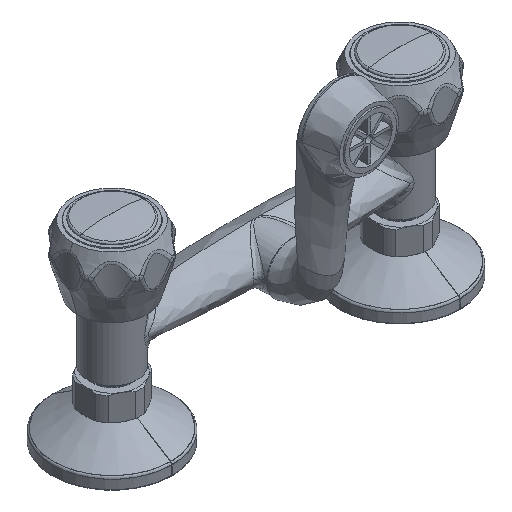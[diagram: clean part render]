
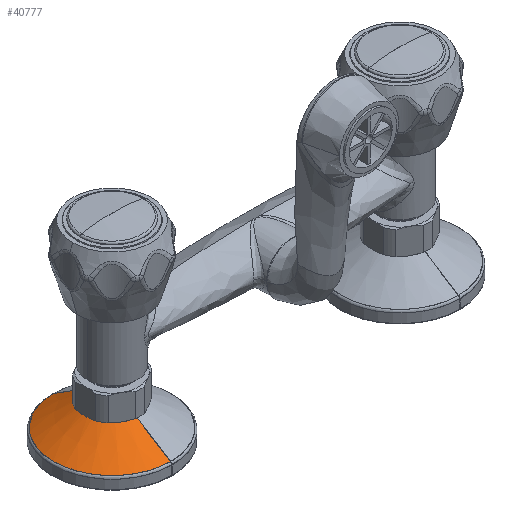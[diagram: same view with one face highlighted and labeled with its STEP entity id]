
A CAD part, isometric view. The second image highlights one B-rep face of the part: STEP entity #40777.
In plain terms, the highlighted conical face has half-angle 57.619 degrees and reference radius 22.785 mm.
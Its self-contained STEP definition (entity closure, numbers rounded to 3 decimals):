
#40278=CARTESIAN_POINT('',(-79.,0.,-46.558));
#40279=DIRECTION('',(0.,0.,1.));
#40280=DIRECTION('',(0.,1.,0.));
#40281=AXIS2_PLACEMENT_3D('',#40278,#40279,#40280);
#40283=DIRECTION('',(0.,-0.845,0.536));
#40284=VECTOR('',#40283,22.54);
#40285=CARTESIAN_POINT('',(-79.,32.303,
-46.558));
#40286=LINE('',#40285,#40284);
#40287=CARTESIAN_POINT('',(-79.,0.,-34.487));
#40288=DIRECTION('',(0.,0.,1.));
#40289=DIRECTION('',(0.,1.,0.));
#40290=AXIS2_PLACEMENT_3D('',#40287,#40288,#40289);
#40292=DIRECTION('',(0.,0.845,0.536));
#40293=VECTOR('',#40292,22.54);
#40294=CARTESIAN_POINT('',(-79.,-32.303,
-46.558));
#40295=LINE('',#40294,#40293);
#40354=CARTESIAN_POINT('',(-79.,-13.268,-34.487));
#40355=CARTESIAN_POINT('',(-79.,13.268,-34.487));
#40356=VERTEX_POINT('',#40354);
#40357=VERTEX_POINT('',#40355);
#40374=CARTESIAN_POINT('',(-79.,-32.303,-46.558));
#40375=CARTESIAN_POINT('',(-79.,32.303,-46.558));
#40376=VERTEX_POINT('',#40374);
#40377=VERTEX_POINT('',#40375);
#40766=CARTESIAN_POINT('',(-79.,0.,-40.523));
#40767=DIRECTION('',(0.,0.,-1.));
#40768=DIRECTION('',(0.,-1.,0.));
#40769=AXIS2_PLACEMENT_3D('',#40766,#40767,#40768);
#40770=CONICAL_SURFACE('',#40769,22.786,57.619);
#40771=ORIENTED_EDGE('',*,*,#40750,.F.);
#40772=ORIENTED_EDGE('',*,*,#40711,.T.);
#40773=ORIENTED_EDGE('',*,*,#40647,.T.);
#40774=ORIENTED_EDGE('',*,*,#40708,.F.);
#40775=EDGE_LOOP('',(#40771,#40772,#40773,#40774));
#40776=FACE_OUTER_BOUND('',#40775,.F.);
#40777=ADVANCED_FACE('',(#40776),#40770,.T.);
#40282=CIRCLE('',#40281,32.303);
#40291=CIRCLE('',#40290,13.268);
#40647=EDGE_CURVE('',#40357,#40356,#40291,.T.);
#40708=EDGE_CURVE('',#40376,#40356,#40295,.T.);
#40711=EDGE_CURVE('',#40377,#40357,#40286,.T.);
#40750=EDGE_CURVE('',#40377,#40376,#40282,.T.);
